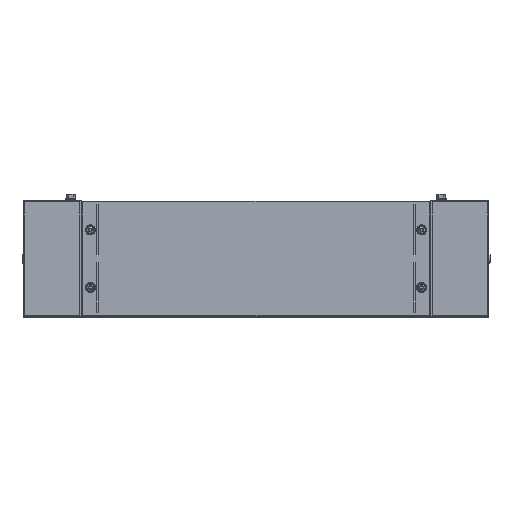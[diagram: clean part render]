
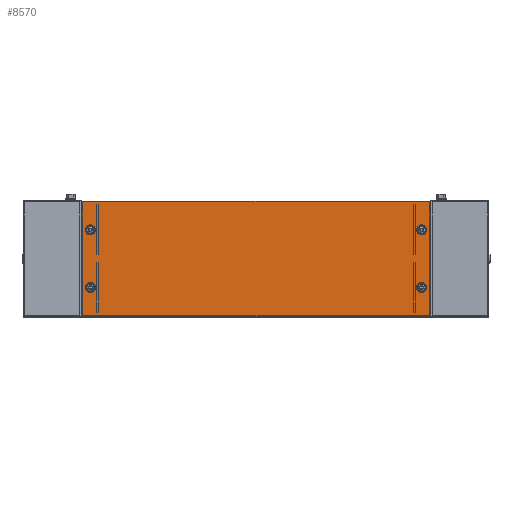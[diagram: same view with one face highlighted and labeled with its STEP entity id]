
A CAD part, top view. The second image highlights one B-rep face of the part: STEP entity #8570.
In plain terms, the highlighted face is planar.
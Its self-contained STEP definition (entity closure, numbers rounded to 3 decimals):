
#135 = VERTEX_POINT ( 'NONE', #13561 ) ;
#258 = CARTESIAN_POINT ( 'NONE',  ( 107.809, -50.5, 0. ) ) ;
#397 = EDGE_CURVE ( 'NONE', #4080, #12697, #16710, .T. ) ;
#574 = CIRCLE ( 'NONE', #4315, 7.691 ) ;
#702 = CARTESIAN_POINT ( 'NONE',  ( 684.5, -149.5, 0. ) ) ;
#771 = CIRCLE ( 'NONE', #3573, 7.691 ) ;
#867 = CARTESIAN_POINT ( 'NONE',  ( 684.5, -50.5, 0. ) ) ;
#901 = DIRECTION ( 'NONE',  ( 0., 0., 1. ) ) ;
#928 = CARTESIAN_POINT ( 'NONE',  ( 115.5, -50.5, 0. ) ) ;
#1138 = CIRCLE ( 'NONE', #7674, 7.691 ) ;
#1150 = CARTESIAN_POINT ( 'NONE',  ( 115.5, -149.5, 0. ) ) ;
#1376 = AXIS2_PLACEMENT_3D ( 'NONE', #702, #11126, #5484 ) ;
#1594 = EDGE_LOOP ( 'NONE', ( #16511, #16574, #10878, #13822 ) ) ;
#1596 = DIRECTION ( 'NONE',  ( 0., 0., 1. ) ) ;
#1638 = EDGE_CURVE ( 'NONE', #6280, #4632, #14895, .T. ) ;
#2005 = FACE_BOUND ( 'NONE', #14637, .T. ) ;
#2109 = FACE_OUTER_BOUND ( 'NONE', #1594, .T. ) ;
#2140 = ORIENTED_EDGE ( 'NONE', *, *, #3196, .T. ) ;
#2491 = DIRECTION ( 'NONE',  ( 1., 0., 0. ) ) ;
#2638 = ORIENTED_EDGE ( 'NONE', *, *, #397, .T. ) ;
#2952 = CARTESIAN_POINT ( 'NONE',  ( 101., -1., 0. ) ) ;
#2969 = AXIS2_PLACEMENT_3D ( 'NONE', #928, #3953, #2491 ) ;
#3092 = DIRECTION ( 'NONE',  ( 1., 0., 0. ) ) ;
#3129 = DIRECTION ( 'NONE',  ( -1., 0., 0. ) ) ;
#3184 = DIRECTION ( 'NONE',  ( 0., 0., 1. ) ) ;
#3196 = EDGE_CURVE ( 'NONE', #12697, #4080, #574, .T. ) ;
#3225 = VERTEX_POINT ( 'NONE', #9544 ) ;
#3503 = VERTEX_POINT ( 'NONE', #9416 ) ;
#3546 = CARTESIAN_POINT ( 'NONE',  ( 676.809, -50.5, 0. ) ) ;
#3573 = AXIS2_PLACEMENT_3D ( 'NONE', #13288, #1596, #8915 ) ;
#3792 = EDGE_CURVE ( 'NONE', #12446, #3225, #1138, .T. ) ;
#3953 = DIRECTION ( 'NONE',  ( 0., 0., 1. ) ) ;
#4080 = VERTEX_POINT ( 'NONE', #3546 ) ;
#4236 = CIRCLE ( 'NONE', #15097, 7.691 ) ;
#4315 = AXIS2_PLACEMENT_3D ( 'NONE', #867, #18487, #15471 ) ;
#4446 = ORIENTED_EDGE ( 'NONE', *, *, #15331, .T. ) ;
#4632 = VERTEX_POINT ( 'NONE', #7599 ) ;
#4670 = CARTESIAN_POINT ( 'NONE',  ( 676.809, -149.5, 0. ) ) ;
#5126 = PLANE ( 'NONE',  #8708 ) ;
#5484 = DIRECTION ( 'NONE',  ( 1., 0., 0. ) ) ;
#5765 = DIRECTION ( 'NONE',  ( 1., 0., 0. ) ) ;
#5798 = ORIENTED_EDGE ( 'NONE', *, *, #3792, .T. ) ;
#5933 = EDGE_CURVE ( 'NONE', #17317, #13697, #4236, .T. ) ;
#5978 = DIRECTION ( 'NONE',  ( 0., 0., 1. ) ) ;
#6249 = ORIENTED_EDGE ( 'NONE', *, *, #8616, .T. ) ;
#6280 = VERTEX_POINT ( 'NONE', #9802 ) ;
#6473 = CARTESIAN_POINT ( 'NONE',  ( 107.809, -149.5, 0. ) ) ;
#6761 = VECTOR ( 'NONE', #3129, 1000. ) ;
#6786 = CARTESIAN_POINT ( 'NONE',  ( 101., -199., 0. ) ) ;
#6837 = CARTESIAN_POINT ( 'NONE',  ( 699., -199., 0. ) ) ;
#6859 = CARTESIAN_POINT ( 'NONE',  ( 684.5, -50.5, 0. ) ) ;
#6884 = CARTESIAN_POINT ( 'NONE',  ( 684.5, -149.5, 0. ) ) ;
#7043 = CIRCLE ( 'NONE', #2969, 7.691 ) ;
#7599 = CARTESIAN_POINT ( 'NONE',  ( 101., -1., 0. ) ) ;
#7674 = AXIS2_PLACEMENT_3D ( 'NONE', #1150, #5978, #10345 ) ;
#7765 = EDGE_CURVE ( 'NONE', #4632, #3503, #19027, .T. ) ;
#8099 = CIRCLE ( 'NONE', #16150, 7.691 ) ;
#8570 = ADVANCED_FACE ( 'NONE', ( #12332, #2005, #9508, #15434, #2109 ), #5126, .F. ) ;
#8616 = EDGE_CURVE ( 'NONE', #135, #9592, #8099, .T. ) ;
#8627 = DIRECTION ( 'NONE',  ( 0., -1., 0. ) ) ;
#8708 = AXIS2_PLACEMENT_3D ( 'NONE', #10660, #17001, #15151 ) ;
#8915 = DIRECTION ( 'NONE',  ( 1., 0., 0. ) ) ;
#9309 = VERTEX_POINT ( 'NONE', #6837 ) ;
#9416 = CARTESIAN_POINT ( 'NONE',  ( 101., -199., 0. ) ) ;
#9508 = FACE_BOUND ( 'NONE', #14301, .T. ) ;
#9544 = CARTESIAN_POINT ( 'NONE',  ( 123.191, -149.5, 0. ) ) ;
#9592 = VERTEX_POINT ( 'NONE', #4670 ) ;
#9697 = DIRECTION ( 'NONE',  ( 0., 0., 1. ) ) ;
#9788 = DIRECTION ( 'NONE',  ( 1., 0., 0. ) ) ;
#9802 = CARTESIAN_POINT ( 'NONE',  ( 699., -1., 0. ) ) ;
#9879 = AXIS2_PLACEMENT_3D ( 'NONE', #6859, #901, #5765 ) ;
#10345 = DIRECTION ( 'NONE',  ( 1., 0., 0. ) ) ;
#10407 = LINE ( 'NONE', #16237, #16626 ) ;
#10527 = ORIENTED_EDGE ( 'NONE', *, *, #13177, .T. ) ;
#10660 = CARTESIAN_POINT ( 'NONE',  ( 0., 0., 0. ) ) ;
#10878 = ORIENTED_EDGE ( 'NONE', *, *, #14388, .F. ) ;
#11126 = DIRECTION ( 'NONE',  ( 0., 0., 1. ) ) ;
#11690 = CARTESIAN_POINT ( 'NONE',  ( 692.191, -50.5, 0. ) ) ;
#12332 = FACE_BOUND ( 'NONE', #14662, .T. ) ;
#12446 = VERTEX_POINT ( 'NONE', #6473 ) ;
#12603 = EDGE_CURVE ( 'NONE', #9592, #135, #14740, .T. ) ;
#12697 = VERTEX_POINT ( 'NONE', #11690 ) ;
#12762 = ORIENTED_EDGE ( 'NONE', *, *, #5933, .T. ) ;
#13177 = EDGE_CURVE ( 'NONE', #13697, #17317, #7043, .T. ) ;
#13252 = EDGE_CURVE ( 'NONE', #3503, #9309, #14436, .T. ) ;
#13275 = ORIENTED_EDGE ( 'NONE', *, *, #12603, .T. ) ;
#13288 = CARTESIAN_POINT ( 'NONE',  ( 115.5, -149.5, 0. ) ) ;
#13561 = CARTESIAN_POINT ( 'NONE',  ( 692.191, -149.5, 0. ) ) ;
#13697 = VERTEX_POINT ( 'NONE', #14022 ) ;
#13822 = ORIENTED_EDGE ( 'NONE', *, *, #13252, .F. ) ;
#14022 = CARTESIAN_POINT ( 'NONE',  ( 123.191, -50.5, 0. ) ) ;
#14301 = EDGE_LOOP ( 'NONE', ( #2638, #2140 ) ) ;
#14388 = EDGE_CURVE ( 'NONE', #9309, #6280, #10407, .T. ) ;
#14436 = LINE ( 'NONE', #6786, #19139 ) ;
#14507 = DIRECTION ( 'NONE',  ( 0., 1., 0. ) ) ;
#14637 = EDGE_LOOP ( 'NONE', ( #5798, #4446 ) ) ;
#14662 = EDGE_LOOP ( 'NONE', ( #13275, #6249 ) ) ;
#14740 = CIRCLE ( 'NONE', #1376, 7.691 ) ;
#14895 = LINE ( 'NONE', #16449, #6761 ) ;
#15097 = AXIS2_PLACEMENT_3D ( 'NONE', #16720, #3184, #3092 ) ;
#15151 = DIRECTION ( 'NONE',  ( 1., 0., 0. ) ) ;
#15331 = EDGE_CURVE ( 'NONE', #3225, #12446, #771, .T. ) ;
#15397 = EDGE_LOOP ( 'NONE', ( #12762, #10527 ) ) ;
#15434 = FACE_BOUND ( 'NONE', #15397, .T. ) ;
#15471 = DIRECTION ( 'NONE',  ( 1., 0., 0. ) ) ;
#16150 = AXIS2_PLACEMENT_3D ( 'NONE', #6884, #9697, #9788 ) ;
#16237 = CARTESIAN_POINT ( 'NONE',  ( 699., -1., 0. ) ) ;
#16449 = CARTESIAN_POINT ( 'NONE',  ( 101., -1., 0. ) ) ;
#16511 = ORIENTED_EDGE ( 'NONE', *, *, #7765, .F. ) ;
#16574 = ORIENTED_EDGE ( 'NONE', *, *, #1638, .F. ) ;
#16626 = VECTOR ( 'NONE', #14507, 1000. ) ;
#16710 = CIRCLE ( 'NONE', #9879, 7.691 ) ;
#16720 = CARTESIAN_POINT ( 'NONE',  ( 115.5, -50.5, 0. ) ) ;
#17001 = DIRECTION ( 'NONE',  ( 0., 0., 1. ) ) ;
#17317 = VERTEX_POINT ( 'NONE', #258 ) ;
#18296 = VECTOR ( 'NONE', #8627, 1000. ) ;
#18487 = DIRECTION ( 'NONE',  ( 0., 0., 1. ) ) ;
#18743 = DIRECTION ( 'NONE',  ( 1., 0., 0. ) ) ;
#19027 = LINE ( 'NONE', #2952, #18296 ) ;
#19139 = VECTOR ( 'NONE', #18743, 1000. ) ;
